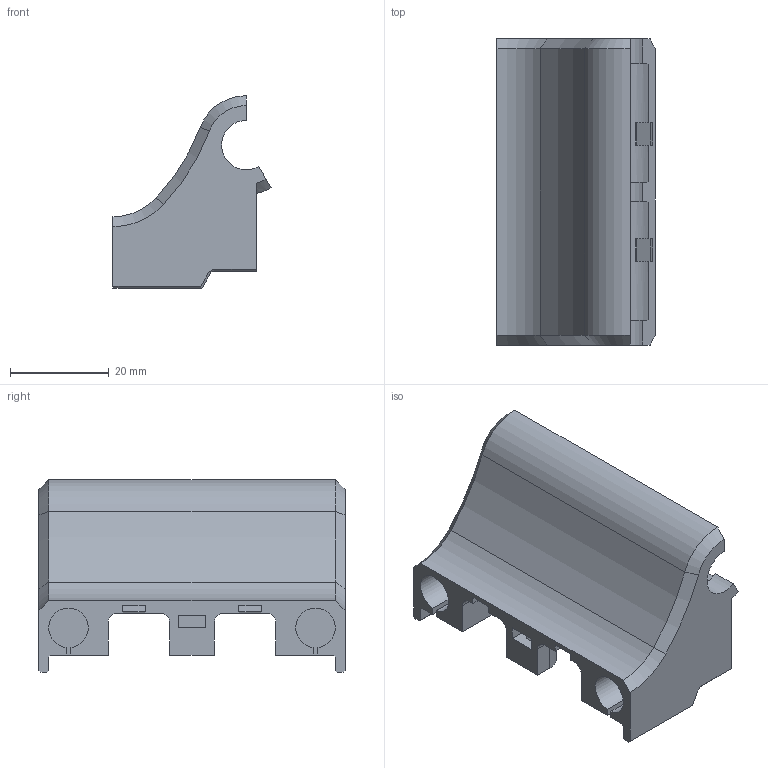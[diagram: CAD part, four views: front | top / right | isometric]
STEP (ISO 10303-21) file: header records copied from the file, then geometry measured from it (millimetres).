
FILE_DESCRIPTION(('FreeCAD Model'),'2;1');
FILE_NAME('LYcarriage.step','2016-11-23T13:43:36',('Author'),(''), 'Open CASCADE STEP processor 6.8','FreeCAD','Unknown');
FILE_SCHEMA(('AUTOMOTIVE_DESIGN_CC2 { 1 2 10303 214 -1 1 5 4 }'));
Length unit declared in the file: millimetre
Products named in the file (2): ASSEMBLY; LYCarriage
Assembly tree (1 placements, depth 2):
  ASSEMBLY
    LYCarriage
Bounding box: 32 x 62 x 39 mm (x, y, z)
Volume: 22388.6 mm3; surface area: 12070.3 mm2
Topology: 1 solids, 1 shells, 154 faces, 437 edges, 287 vertices
Faces by surface type: plane 90, cylinder 46, cone 10, torus 6, bspline 2
Full cylindrical faces by diameter (mm): 3 x8, 6 x2
Entity records: 11810 total; most frequent: CARTESIAN_POINT 3196, DIRECTION 1586, LINE 958, VECTOR 958, ORIENTED_EDGE 874, PCURVE 874, DEFINITIONAL_REPRESENTATION 874, EDGE_CURVE 437
